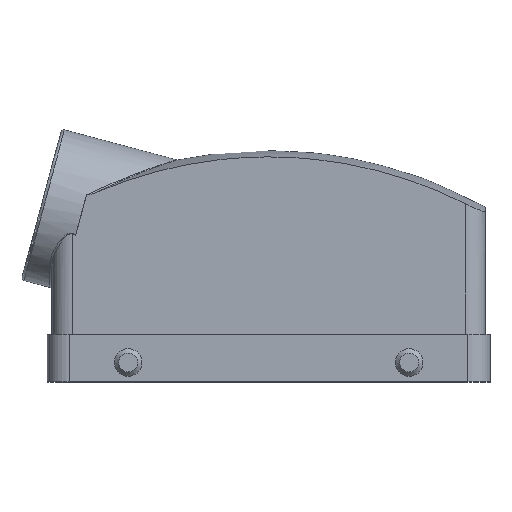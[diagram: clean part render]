
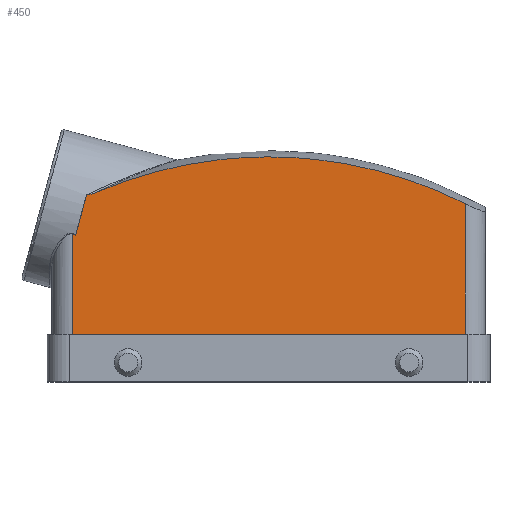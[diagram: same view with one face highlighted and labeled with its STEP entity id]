
A CAD part, top view. The second image highlights one B-rep face of the part: STEP entity #450.
In plain terms, the highlighted planar face has unit normal (0, 0, 1).
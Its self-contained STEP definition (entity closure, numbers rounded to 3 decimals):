
#110 = B_SPLINE_CURVE_WITH_KNOTS ( 'NONE', 3,
 ( #3366, #3367, #3368, #3369, #3370, #3371, #3372, #3373, #3374, #3375, #3376, #3377 ),
 .UNSPECIFIED., .F., .F.,
 ( 4, 2, 2, 2, 2, 4 ),
 ( 0., 0.002, 0.002, 0.003, 0.003, 0.003 ),
 .UNSPECIFIED. ) ;
#361 = EDGE_CURVE ( 'NONE', #2246, #2245, #1922, .T. ) ;
#450 = ADVANCED_FACE ( 'NONE', ( #606 ), #4017, .F. ) ;
#606 = FACE_OUTER_BOUND ( 'NONE', #2369, .T. ) ;
#647 = LINE ( 'NONE', #4501, #2965 ) ;
#648 = LINE ( 'NONE', #4474, #2966 ) ;
#649 = LINE ( 'NONE', #4506, #2978 ) ;
#670 = LINE ( 'NONE', #3125, #2127 ) ;
#691 = LINE ( 'NONE', #3413, #3651 ) ;
#847 = DIRECTION ( 'NONE',  ( -0.966, 0.259, 0. ) ) ;
#848 = CARTESIAN_POINT ( 'NONE',  ( -45.884, 49.874, 20.5 ) ) ;
#1922 = LINE ( 'NONE', #848, #3676 ) ;
#2057 = VERTEX_POINT ( 'NONE', #4284 ) ;
#2127 = VECTOR ( 'NONE', #3126, 1000. ) ;
#2131 = CIRCLE ( 'NONE', #3612, 118.93 ) ;
#2202 = VERTEX_POINT ( 'NONE', #4400 ) ;
#2245 = VERTEX_POINT ( 'NONE', #4287 ) ;
#2246 = VERTEX_POINT ( 'NONE', #4290 ) ;
#2250 = VERTEX_POINT ( 'NONE', #4285 ) ;
#2251 = VERTEX_POINT ( 'NONE', #4343 ) ;
#2369 = EDGE_LOOP ( 'NONE', ( #2767, #2766, #2768, #2765, #2625, #2763, #2764, #2762 ) ) ;
#2436 = VERTEX_POINT ( 'NONE', #4454 ) ;
#2438 = VERTEX_POINT ( 'NONE', #4453 ) ;
#2625 = ORIENTED_EDGE ( 'NONE', *, *, #3860, .T. ) ;
#2762 = ORIENTED_EDGE ( 'NONE', *, *, #3943, .T. ) ;
#2763 = ORIENTED_EDGE ( 'NONE', *, *, #3859, .F. ) ;
#2764 = ORIENTED_EDGE ( 'NONE', *, *, #3917, .T. ) ;
#2765 = ORIENTED_EDGE ( 'NONE', *, *, #3903, .T. ) ;
#2766 = ORIENTED_EDGE ( 'NONE', *, *, #3861, .F. ) ;
#2767 = ORIENTED_EDGE ( 'NONE', *, *, #361, .F. ) ;
#2768 = ORIENTED_EDGE ( 'NONE', *, *, #3950, .T. ) ;
#2965 = VECTOR ( 'NONE', #4507, 1000. ) ;
#2966 = VECTOR ( 'NONE', #4398, 1000. ) ;
#2978 = VECTOR ( 'NONE', #4498, 1000. ) ;
#3125 = CARTESIAN_POINT ( 'NONE',  ( -53.5, 44., 20.5 ) ) ;
#3126 = DIRECTION ( 'NONE',  ( 0., -1., 0. ) ) ;
#3226 = CARTESIAN_POINT ( 'NONE',  ( 0., -57.684, 20.5 ) ) ;
#3227 = DIRECTION ( 'NONE',  ( 0., 0., 1. ) ) ;
#3228 = DIRECTION ( 'NONE',  ( 1., 0., 0. ) ) ;
#3366 = CARTESIAN_POINT ( 'NONE',  ( -46.811, 51.646, 20.5 ) ) ;
#3367 = CARTESIAN_POINT ( 'NONE',  ( -47.272, 51.449, 20.5 ) ) ;
#3368 = CARTESIAN_POINT ( 'NONE',  ( -47.742, 51.273, 20.5 ) ) ;
#3369 = CARTESIAN_POINT ( 'NONE',  ( -48.463, 51.055, 20.5 ) ) ;
#3370 = CARTESIAN_POINT ( 'NONE',  ( -48.705, 50.99, 20.5 ) ) ;
#3371 = CARTESIAN_POINT ( 'NONE',  ( -49.074, 50.915, 20.5 ) ) ;
#3372 = CARTESIAN_POINT ( 'NONE',  ( -49.198, 50.895, 20.5 ) ) ;
#3373 = CARTESIAN_POINT ( 'NONE',  ( -49.385, 50.877, 20.5 ) ) ;
#3374 = CARTESIAN_POINT ( 'NONE',  ( -49.448, 50.873, 20.5 ) ) ;
#3375 = CARTESIAN_POINT ( 'NONE',  ( -49.573, 50.875, 20.5 ) ) ;
#3376 = CARTESIAN_POINT ( 'NONE',  ( -49.637, 50.879, 20.5 ) ) ;
#3377 = CARTESIAN_POINT ( 'NONE',  ( -49.698, 50.896, 20.5 ) ) ;
#3413 = CARTESIAN_POINT ( 'NONE',  ( -53.526, 40.232, 20.5 ) ) ;
#3414 = DIRECTION ( 'NONE',  ( -0.966, 0.259, 0. ) ) ;
#3602 = AXIS2_PLACEMENT_3D ( 'NONE', #4015, #4016, #4013 ) ;
#3612 = AXIS2_PLACEMENT_3D ( 'NONE', #3226, #3227, #3228 ) ;
#3651 = VECTOR ( 'NONE', #3414, 1000. ) ;
#3676 = VECTOR ( 'NONE', #847, 1000. ) ;
#3859 = EDGE_CURVE ( 'NONE', #2057, #2436, #647, .T. ) ;
#3860 = EDGE_CURVE ( 'NONE', #2438, #2436, #648, .T. ) ;
#3861 = EDGE_CURVE ( 'NONE', #2250, #2246, #649, .T. ) ;
#3903 = EDGE_CURVE ( 'NONE', #2251, #2438, #670, .T. ) ;
#3917 = EDGE_CURVE ( 'NONE', #2057, #2202, #2131, .T. ) ;
#3943 = EDGE_CURVE ( 'NONE', #2202, #2245, #110, .T. ) ;
#3950 = EDGE_CURVE ( 'NONE', #2250, #2251, #691, .T. ) ;
#4013 = DIRECTION ( 'NONE',  ( -1., 0., 0. ) ) ;
#4015 = CARTESIAN_POINT ( 'NONE',  ( -53.5, 44., 20.5 ) ) ;
#4016 = DIRECTION ( 'NONE',  ( 0., 0., -1. ) ) ;
#4017 = PLANE ( 'NONE',  #3602 ) ;
#4284 = CARTESIAN_POINT ( 'NONE',  ( 53.5, 48.533, 20.5 ) ) ;
#4285 = CARTESIAN_POINT ( 'NONE',  ( -52.55, 39.97, 20.5 ) ) ;
#4287 = CARTESIAN_POINT ( 'NONE',  ( -49.698, 50.896, 20.5 ) ) ;
#4290 = CARTESIAN_POINT ( 'NONE',  ( -49.627, 50.877, 20.5 ) ) ;
#4343 = CARTESIAN_POINT ( 'NONE',  ( -53.5, 40.225, 20.5 ) ) ;
#4398 = DIRECTION ( 'NONE',  ( 1., 0., 0. ) ) ;
#4400 = CARTESIAN_POINT ( 'NONE',  ( -46.811, 51.646, 20.5 ) ) ;
#4453 = CARTESIAN_POINT ( 'NONE',  ( -53.5, 13., 20.5 ) ) ;
#4454 = CARTESIAN_POINT ( 'NONE',  ( 53.5, 13., 20.5 ) ) ;
#4474 = CARTESIAN_POINT ( 'NONE',  ( -53.5, 13., 20.5 ) ) ;
#4498 = DIRECTION ( 'NONE',  ( 0.259, 0.966, 0. ) ) ;
#4501 = CARTESIAN_POINT ( 'NONE',  ( 53.5, 44., 20.5 ) ) ;
#4506 = CARTESIAN_POINT ( 'NONE',  ( -52.55, 39.97, 20.5 ) ) ;
#4507 = DIRECTION ( 'NONE',  ( 0., -1., 0. ) ) ;
